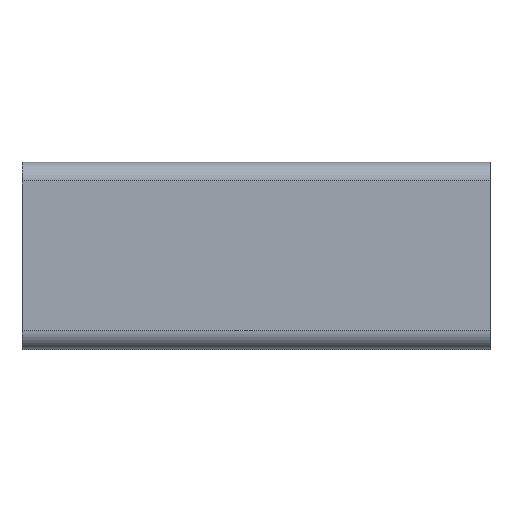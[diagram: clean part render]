
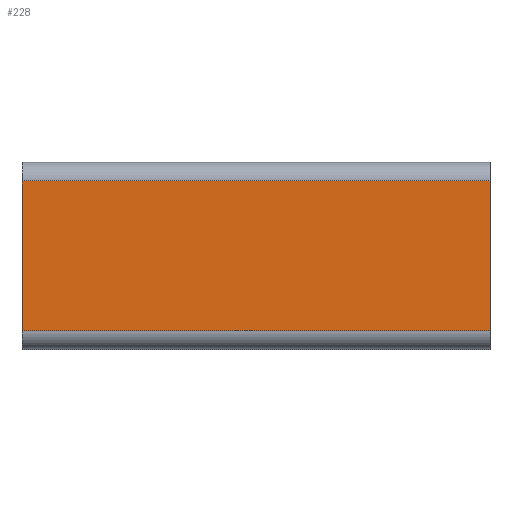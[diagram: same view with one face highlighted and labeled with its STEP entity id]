
A CAD part, top view. The second image highlights one B-rep face of the part: STEP entity #228.
In plain terms, the highlighted planar face has unit normal (0, 0, 1).
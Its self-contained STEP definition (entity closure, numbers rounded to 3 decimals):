
#23 = DIRECTION ( 'NONE',  ( 0., -1., 0. ) ) ;
#107 = VECTOR ( 'NONE', #4222, 1000. ) ;
#228 = ADVANCED_FACE ( 'NONE', ( #327 ), #936, .F. ) ;
#327 = FACE_OUTER_BOUND ( 'NONE', #2209, .T. ) ;
#490 = VECTOR ( 'NONE', #4339, 1000. ) ;
#579 = CARTESIAN_POINT ( 'NONE',  ( 59.184, 70.898, 12. ) ) ;
#643 = EDGE_CURVE ( 'NONE', #1132, #3517, #1021, .T. ) ;
#936 = PLANE ( 'NONE',  #1466 ) ;
#973 = CARTESIAN_POINT ( 'NONE',  ( 59.184, 38.898, 12. ) ) ;
#989 = CARTESIAN_POINT ( 'NONE',  ( -40.816, 38.898, 12. ) ) ;
#1021 = LINE ( 'NONE', #2927, #107 ) ;
#1066 = VERTEX_POINT ( 'NONE', #2924 ) ;
#1132 = VERTEX_POINT ( 'NONE', #579 ) ;
#1466 = AXIS2_PLACEMENT_3D ( 'NONE', #4376, #1995, #3991 ) ;
#1657 = LINE ( 'NONE', #3624, #490 ) ;
#1673 = CARTESIAN_POINT ( 'NONE',  ( -40.816, 38.898, 12. ) ) ;
#1719 = ORIENTED_EDGE ( 'NONE', *, *, #3543, .F. ) ;
#1800 = VECTOR ( 'NONE', #2992, 1000. ) ;
#1995 = DIRECTION ( 'NONE',  ( 0., 0., -1. ) ) ;
#2209 = EDGE_LOOP ( 'NONE', ( #2976, #1719, #2542, #3061 ) ) ;
#2258 = VERTEX_POINT ( 'NONE', #1673 ) ;
#2505 = EDGE_CURVE ( 'NONE', #1132, #1066, #1657, .T. ) ;
#2542 = ORIENTED_EDGE ( 'NONE', *, *, #2505, .F. ) ;
#2838 = LINE ( 'NONE', #989, #3384 ) ;
#2924 = CARTESIAN_POINT ( 'NONE',  ( 59.184, 38.898, 12. ) ) ;
#2927 = CARTESIAN_POINT ( 'NONE',  ( 59.184, 70.898, 12. ) ) ;
#2976 = ORIENTED_EDGE ( 'NONE', *, *, #3574, .T. ) ;
#2992 = DIRECTION ( 'NONE',  ( -1., 0., 0. ) ) ;
#3061 = ORIENTED_EDGE ( 'NONE', *, *, #643, .T. ) ;
#3065 = LINE ( 'NONE', #973, #1800 ) ;
#3384 = VECTOR ( 'NONE', #23, 1000. ) ;
#3517 = VERTEX_POINT ( 'NONE', #3992 ) ;
#3543 = EDGE_CURVE ( 'NONE', #1066, #2258, #3065, .T. ) ;
#3574 = EDGE_CURVE ( 'NONE', #3517, #2258, #2838, .T. ) ;
#3624 = CARTESIAN_POINT ( 'NONE',  ( 59.184, 38.898, 12. ) ) ;
#3991 = DIRECTION ( 'NONE',  ( -1., 0., 0. ) ) ;
#3992 = CARTESIAN_POINT ( 'NONE',  ( -40.816, 70.898, 12. ) ) ;
#4222 = DIRECTION ( 'NONE',  ( -1., 0., 0. ) ) ;
#4339 = DIRECTION ( 'NONE',  ( 0., -1., 0. ) ) ;
#4376 = CARTESIAN_POINT ( 'NONE',  ( 59.184, 38.898, 12. ) ) ;
